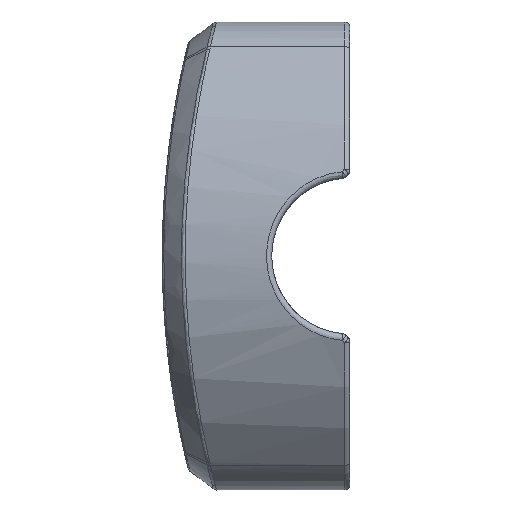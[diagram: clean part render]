
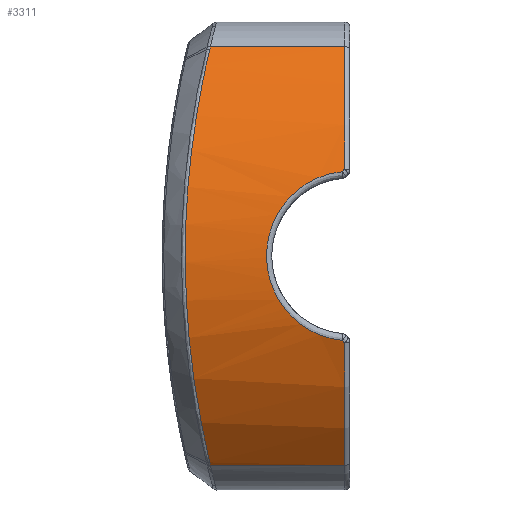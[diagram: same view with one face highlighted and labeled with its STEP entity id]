
A CAD part, left-side view. The second image highlights one B-rep face of the part: STEP entity #3311.
In plain terms, the highlighted cylindrical face has radius 29.432 mm (diameter 58.865 mm), a partial arc.
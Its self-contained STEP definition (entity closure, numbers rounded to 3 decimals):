
#45=ELLIPSE('',#3603,40.612,29.432);
#47=ELLIPSE('',#3609,40.612,29.432);
#97=LINE('',#6211,#181);
#103=LINE('',#6253,#187);
#181=VECTOR('',#4181,5.);
#187=VECTOR('',#4203,5.);
#261=CYLINDRICAL_SURFACE('',#3660,29.432);
#331=B_SPLINE_CURVE_WITH_KNOTS('',3,(#5890,#5891,#5892,#5893,#5894,#5895,
#5896,#5897,#5898,#5899),.UNSPECIFIED.,.F.,.F.,(4,1,1,1,1,1,1,4),(-4.76,
-4.08,-3.4,-2.72,-2.04,
-1.36,-0.68,0.),.UNSPECIFIED.);
#340=B_SPLINE_CURVE_WITH_KNOTS('',3,(#6226,#6227,#6228,#6229),
 .UNSPECIFIED.,.F.,.F.,(4,4),(0.,0.008),.UNSPECIFIED.);
#341=B_SPLINE_CURVE_WITH_KNOTS('',3,(#6231,#6232,#6233,#6234),
 .UNSPECIFIED.,.F.,.F.,(4,4),(0.,0.069),.UNSPECIFIED.);
#342=B_SPLINE_CURVE_WITH_KNOTS('',3,(#6236,#6237,#6238,#6239,#6240,#6241,
#6242),.UNSPECIFIED.,.F.,.F.,(4,1,1,1,4),(0.,2.465,4.931,
7.396,8.629),.UNSPECIFIED.);
#343=B_SPLINE_CURVE_WITH_KNOTS('',3,(#6244,#6245,#6246,#6247),
 .UNSPECIFIED.,.F.,.F.,(4,4),(0.,0.069),.UNSPECIFIED.);
#344=B_SPLINE_CURVE_WITH_KNOTS('',3,(#6249,#6250,#6251,#6252),
 .UNSPECIFIED.,.F.,.F.,(4,4),(0.,0.008),
 .UNSPECIFIED.);
#730=FACE_OUTER_BOUND('',#970,.T.);
#970=EDGE_LOOP('',(#2508,#2509,#2510,#2511,#2512,#2513,#2514,#2515,#2516,
#2517,#2518,#2519));
#1194=CIRCLE('',#3591,29.432);
#1217=CIRCLE('',#3623,29.432);
#1441=VERTEX_POINT('',#5778);
#1442=VERTEX_POINT('',#5780);
#1448=VERTEX_POINT('',#5822);
#1451=VERTEX_POINT('',#5889);
#1454=VERTEX_POINT('',#5938);
#1461=VERTEX_POINT('',#5954);
#1475=VERTEX_POINT('',#6200);
#1476=VERTEX_POINT('',#6225);
#1477=VERTEX_POINT('',#6230);
#1478=VERTEX_POINT('',#6235);
#1479=VERTEX_POINT('',#6243);
#1480=VERTEX_POINT('',#6248);
#1786=EDGE_CURVE('',#1441,#1442,#1194,.T.);
#1796=EDGE_CURVE('',#1442,#1448,#45,.T.);
#1800=EDGE_CURVE('',#1448,#1451,#331,.T.);
#1804=EDGE_CURVE('',#1451,#1454,#47,.T.);
#1815=EDGE_CURVE('',#1454,#1461,#1217,.T.);
#1845=EDGE_CURVE('',#1441,#1475,#97,.T.);
#1852=EDGE_CURVE('',#1476,#1475,#340,.T.);
#1853=EDGE_CURVE('',#1477,#1476,#341,.T.);
#1854=EDGE_CURVE('',#1478,#1477,#342,.T.);
#1855=EDGE_CURVE('',#1479,#1478,#343,.T.);
#1856=EDGE_CURVE('',#1480,#1479,#344,.T.);
#1857=EDGE_CURVE('',#1461,#1480,#103,.T.);
#2508=ORIENTED_EDGE('',*,*,#1786,.F.);
#2509=ORIENTED_EDGE('',*,*,#1845,.T.);
#2510=ORIENTED_EDGE('',*,*,#1852,.F.);
#2511=ORIENTED_EDGE('',*,*,#1853,.F.);
#2512=ORIENTED_EDGE('',*,*,#1854,.F.);
#2513=ORIENTED_EDGE('',*,*,#1855,.F.);
#2514=ORIENTED_EDGE('',*,*,#1856,.F.);
#2515=ORIENTED_EDGE('',*,*,#1857,.F.);
#2516=ORIENTED_EDGE('',*,*,#1815,.F.);
#2517=ORIENTED_EDGE('',*,*,#1804,.F.);
#2518=ORIENTED_EDGE('',*,*,#1800,.F.);
#2519=ORIENTED_EDGE('',*,*,#1796,.F.);
#3311=ADVANCED_FACE('',(#730),#261,.T.);
#3591=AXIS2_PLACEMENT_3D('',#5781,#4054,#4055);
#3603=AXIS2_PLACEMENT_3D('',#5823,#4078,#4079);
#3609=AXIS2_PLACEMENT_3D('',#5939,#4090,#4091);
#3623=AXIS2_PLACEMENT_3D('',#5961,#4118,#4119);
#3660=AXIS2_PLACEMENT_3D('',#6224,#4201,#4202);
#4054=DIRECTION('center_axis',(0.,-1.,0.));
#4055=DIRECTION('ref_axis',(-0.869,0.,0.495));
#4078=DIRECTION('center_axis',(0.,-0.725,
-0.689));
#4079=DIRECTION('ref_axis',(0.,-0.689,0.725));
#4090=DIRECTION('center_axis',(0.,-0.725,
0.689));
#4091=DIRECTION('ref_axis',(0.,-0.689,-0.725));
#4118=DIRECTION('center_axis',(0.,-1.,0.));
#4119=DIRECTION('ref_axis',(-0.869,0.,-0.495));
#4181=DIRECTION('',(0.,1.,0.));
#4201=DIRECTION('center_axis',(0.,1.,0.));
#4202=DIRECTION('ref_axis',(-0.73,0.,-0.684));
#4203=DIRECTION('',(0.,1.,0.));
#5778=CARTESIAN_POINT('',(-49.62,-7.,17.146));
#5780=CARTESIAN_POINT('',(-56.372,-7.,5.361));
#5781=CARTESIAN_POINT('Origin',(-28.147,-7.,-2.983));
#5822=CARTESIAN_POINT('',(-56.442,-6.772,5.122));
#5823=CARTESIAN_POINT('Origin',(-28.147,0.933,-2.983));
#5889=CARTESIAN_POINT('',(-56.442,-6.772,-11.087));
#5890=CARTESIAN_POINT('Ctrl Pts',(-56.442,-6.772,5.122));
#5891=CARTESIAN_POINT('Ctrl Pts',(-56.472,-5.644,5.017));
#5892=CARTESIAN_POINT('Ctrl Pts',(-56.679,-3.44,4.311));
#5893=CARTESIAN_POINT('Ctrl Pts',(-57.204,-0.869,
1.993));
#5894=CARTESIAN_POINT('Ctrl Pts',(-57.595,0.558,-1.21));
#5895=CARTESIAN_POINT('Ctrl Pts',(-57.596,0.56,-4.756));
#5896=CARTESIAN_POINT('Ctrl Pts',(-57.203,-0.87,
-7.958));
#5897=CARTESIAN_POINT('Ctrl Pts',(-56.679,-3.44,-10.277));
#5898=CARTESIAN_POINT('Ctrl Pts',(-56.472,-5.644,-10.983));
#5899=CARTESIAN_POINT('Ctrl Pts',(-56.442,-6.772,-11.087));
#5938=CARTESIAN_POINT('',(-56.372,-7.,-11.327));
#5939=CARTESIAN_POINT('Origin',(-28.147,0.933,-2.983));
#5954=CARTESIAN_POINT('',(-49.62,-7.,-23.112));
#5961=CARTESIAN_POINT('Origin',(-28.147,-7.,-2.983));
#6200=CARTESIAN_POINT('',(-49.62,5.896,17.146));
#6211=CARTESIAN_POINT('',(-49.62,0.,17.146));
#6224=CARTESIAN_POINT('Origin',(-28.147,0.,-2.983));
#6225=CARTESIAN_POINT('',(-49.646,5.902,17.119));
#6226=CARTESIAN_POINT('Ctrl Pts',(-49.646,5.902,17.119));
#6227=CARTESIAN_POINT('Ctrl Pts',(-49.637,5.9,17.128));
#6228=CARTESIAN_POINT('Ctrl Pts',(-49.629,5.898,17.137));
#6229=CARTESIAN_POINT('Ctrl Pts',(-49.62,5.896,17.146));
#6230=CARTESIAN_POINT('',(-49.881,5.962,16.865));
#6231=CARTESIAN_POINT('Ctrl Pts',(-49.881,5.962,16.865));
#6232=CARTESIAN_POINT('Ctrl Pts',(-49.803,5.942,16.95));
#6233=CARTESIAN_POINT('Ctrl Pts',(-49.725,5.922,17.035));
#6234=CARTESIAN_POINT('Ctrl Pts',(-49.646,5.902,17.119));
#6235=CARTESIAN_POINT('',(-49.881,5.962,-22.83));
#6236=CARTESIAN_POINT('Ctrl Pts',(-49.881,5.962,-22.83));
#6237=CARTESIAN_POINT('Ctrl Pts',(-52.655,6.686,-19.792));
#6238=CARTESIAN_POINT('Ctrl Pts',(-56.938,8.075,-12.527));
#6239=CARTESIAN_POINT('Ctrl Pts',(-58.318,8.591,0.257));
#6240=CARTESIAN_POINT('Ctrl Pts',(-54.956,7.392,10.356));
#6241=CARTESIAN_POINT('Ctrl Pts',(-51.268,6.324,15.345));
#6242=CARTESIAN_POINT('Ctrl Pts',(-49.881,5.962,16.865));
#6243=CARTESIAN_POINT('',(-49.646,5.902,-23.085));
#6244=CARTESIAN_POINT('Ctrl Pts',(-49.646,5.902,-23.085));
#6245=CARTESIAN_POINT('Ctrl Pts',(-49.725,5.922,-23.));
#6246=CARTESIAN_POINT('Ctrl Pts',(-49.803,5.942,-22.916));
#6247=CARTESIAN_POINT('Ctrl Pts',(-49.881,5.962,-22.83));
#6248=CARTESIAN_POINT('',(-49.62,5.896,-23.112));
#6249=CARTESIAN_POINT('Ctrl Pts',(-49.62,5.896,-23.112));
#6250=CARTESIAN_POINT('Ctrl Pts',(-49.629,5.898,-23.103));
#6251=CARTESIAN_POINT('Ctrl Pts',(-49.637,5.9,-23.094));
#6252=CARTESIAN_POINT('Ctrl Pts',(-49.646,5.902,-23.085));
#6253=CARTESIAN_POINT('',(-49.62,0.,-23.112));
